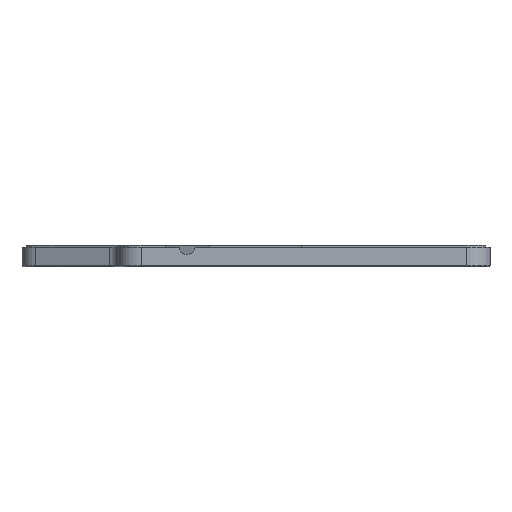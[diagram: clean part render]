
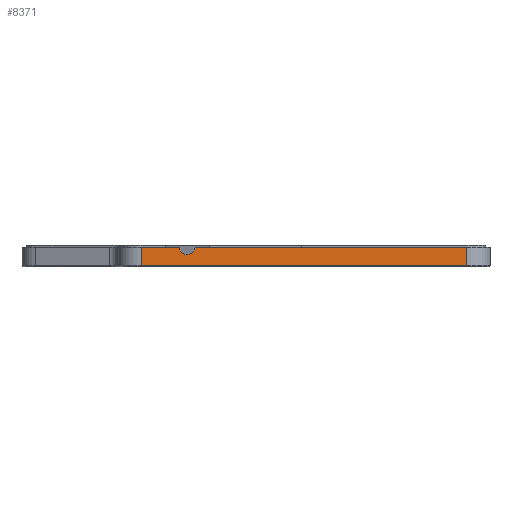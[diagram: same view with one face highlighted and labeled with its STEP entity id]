
A CAD part, front view. The second image highlights one B-rep face of the part: STEP entity #8371.
In plain terms, the highlighted planar face has unit normal (0, -1, 0).
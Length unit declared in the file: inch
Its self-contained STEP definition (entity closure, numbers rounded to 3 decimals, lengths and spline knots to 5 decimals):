
#268 = VECTOR ( 'NONE', #2134, 39.37008 ) ;
#274 = VECTOR ( 'NONE', #2151, 39.37008 ) ;
#1518 = ORIENTED_EDGE ( 'NONE', *, *, #3575, .T. ) ;
#1519 = ORIENTED_EDGE ( 'NONE', *, *, #8552, .F. ) ;
#1520 = ORIENTED_EDGE ( 'NONE', *, *, #3576, .T. ) ;
#1521 = ORIENTED_EDGE ( 'NONE', *, *, #8557, .F. ) ;
#1522 = ORIENTED_EDGE ( 'NONE', *, *, #3577, .F. ) ;
#1523 = ORIENTED_EDGE ( 'NONE', *, *, #3574, .F. ) ;
#2132 = LINE ( 'NONE', #2133, #268 ) ;
#2133 = CARTESIAN_POINT ( 'NONE',  ( 0.47657, -4.6385, 0. ) ) ;
#2134 = DIRECTION ( 'NONE',  ( 1., 0., 0. ) ) ;
#2141 = LINE ( 'NONE', #2142, #274 ) ;
#2142 = CARTESIAN_POINT ( 'NONE',  ( 0.47657, -4.6385, 0. ) ) ;
#2151 = DIRECTION ( 'NONE',  ( 1., 0., 0. ) ) ;
#2648 = LINE ( 'NONE', #2657, #3370 ) ;
#2653 = CARTESIAN_POINT ( 'NONE',  ( -2.445, -4.6385, -0.25482 ) ) ;
#2657 = CARTESIAN_POINT ( 'NONE',  ( -2.445, -4.6385, -0.29232 ) ) ;
#2659 = DIRECTION ( 'NONE',  ( -1., 0., 0. ) ) ;
#2661 = LINE ( 'NONE', #2664, #3386 ) ;
#2663 = LINE ( 'NONE', #2653, #3373 ) ;
#2664 = CARTESIAN_POINT ( 'NONE',  ( 2.82, -4.6385, -0.25482 ) ) ;
#2666 = DIRECTION ( 'NONE',  ( 0., 0., 1. ) ) ;
#2671 = CARTESIAN_POINT ( 'NONE',  ( -1.70071, -4.6385, 0.0126 ) ) ;
#2673 = DIRECTION ( 'NONE',  ( 0., 1., 0. ) ) ;
#2675 = DIRECTION ( 'NONE',  ( 1., 0., 0. ) ) ;
#2678 = DIRECTION ( 'NONE',  ( 0., 0., 1. ) ) ;
#3370 = VECTOR ( 'NONE', #2659, 39.37008 ) ;
#3371 = CIRCLE ( 'NONE', #3387, 0.13061 ) ;
#3373 = VECTOR ( 'NONE', #2678, 39.37008 ) ;
#3386 = VECTOR ( 'NONE', #2666, 39.37008 ) ;
#3387 = AXIS2_PLACEMENT_3D ( 'NONE', #2671, #2673, #2675 ) ;
#3574 = EDGE_CURVE ( 'NONE', #5963, #6077, #2648, .T. ) ;
#3575 = EDGE_CURVE ( 'NONE', #5963, #5874, #2661, .T. ) ;
#3576 = EDGE_CURVE ( 'NONE', #5847, #5901, #3371, .T. ) ;
#3577 = EDGE_CURVE ( 'NONE', #6077, #6024, #2663, .T. ) ;
#4377 = AXIS2_PLACEMENT_3D ( 'NONE', #4560, #4582, #4584 ) ;
#4560 = CARTESIAN_POINT ( 'NONE',  ( 0.47657, -4.6385, -0.25482 ) ) ;
#4575 = FACE_OUTER_BOUND ( 'NONE', #8065, .T. ) ;
#4576 = PLANE ( 'NONE',  #4377 ) ;
#4582 = DIRECTION ( 'NONE',  ( 0., 1., 0. ) ) ;
#4584 = DIRECTION ( 'NONE',  ( -1., 0., 0. ) ) ;
#5223 = CARTESIAN_POINT ( 'NONE',  ( -1.57071, -4.6385, 0. ) ) ;
#5250 = CARTESIAN_POINT ( 'NONE',  ( 2.82, -4.6385, 0. ) ) ;
#5277 = CARTESIAN_POINT ( 'NONE',  ( -1.83071, -4.6385, 0. ) ) ;
#5847 = VERTEX_POINT ( 'NONE', #5223 ) ;
#5874 = VERTEX_POINT ( 'NONE', #5250 ) ;
#5901 = VERTEX_POINT ( 'NONE', #5277 ) ;
#5963 = VERTEX_POINT ( 'NONE', #6941 ) ;
#6024 = VERTEX_POINT ( 'NONE', #7002 ) ;
#6077 = VERTEX_POINT ( 'NONE', #7055 ) ;
#6941 = CARTESIAN_POINT ( 'NONE',  ( 2.82, -4.6385, -0.29232 ) ) ;
#7002 = CARTESIAN_POINT ( 'NONE',  ( -2.445, -4.6385, 0. ) ) ;
#7055 = CARTESIAN_POINT ( 'NONE',  ( -2.445, -4.6385, -0.29232 ) ) ;
#8065 = EDGE_LOOP ( 'NONE', ( #1518, #1519, #1520, #1521, #1522, #1523 ) ) ;
#8371 = ADVANCED_FACE ( 'NONE', ( #4575 ), #4576, .F. ) ;
#8552 = EDGE_CURVE ( 'NONE', #5847, #5874, #2132, .T. ) ;
#8557 = EDGE_CURVE ( 'NONE', #6024, #5901, #2141, .T. ) ;
